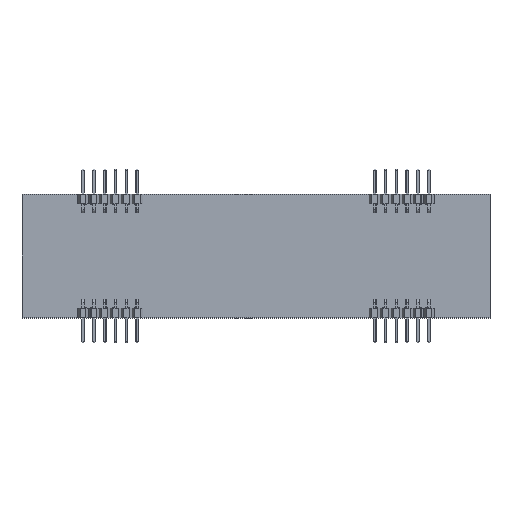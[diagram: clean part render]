
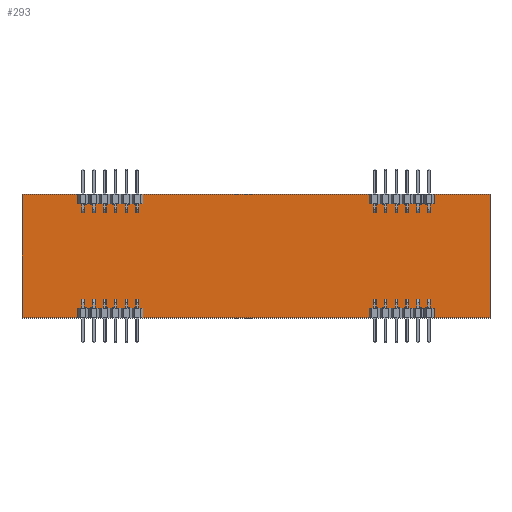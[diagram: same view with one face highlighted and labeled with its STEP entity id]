
A CAD part, top view. The second image highlights one B-rep face of the part: STEP entity #293.
In plain terms, the highlighted planar face has unit normal (0, 0, 1).
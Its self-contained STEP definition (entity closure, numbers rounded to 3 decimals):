
#100 = VERTEX_POINT('',#101);
#101 = CARTESIAN_POINT('',(109.48,14.5,0.411));
#107 = EDGE_CURVE('',#100,#108,#110,.T.);
#108 = VERTEX_POINT('',#109);
#109 = CARTESIAN_POINT('',(109.48,29.,0.411));
#110 = LINE('',#111,#112);
#111 = CARTESIAN_POINT('',(109.48,14.5,0.411));
#112 = VECTOR('',#113,1.);
#113 = DIRECTION('',(0.,1.,0.));
#138 = EDGE_CURVE('',#108,#139,#141,.T.);
#139 = VERTEX_POINT('',#140);
#140 = CARTESIAN_POINT('',(0.,29.,0.411));
#141 = LINE('',#142,#143);
#142 = CARTESIAN_POINT('',(109.48,29.,0.411));
#143 = VECTOR('',#144,1.);
#144 = DIRECTION('',(-1.,0.,0.));
#169 = EDGE_CURVE('',#139,#170,#172,.T.);
#170 = VERTEX_POINT('',#171);
#171 = CARTESIAN_POINT('',(0.,14.5,0.411));
#172 = LINE('',#173,#174);
#173 = CARTESIAN_POINT('',(0.,29.,0.411));
#174 = VECTOR('',#175,1.);
#175 = DIRECTION('',(0.,-1.,0.));
#200 = EDGE_CURVE('',#170,#201,#203,.T.);
#201 = VERTEX_POINT('',#202);
#202 = CARTESIAN_POINT('',(0.,0.,0.411));
#203 = LINE('',#204,#205);
#204 = CARTESIAN_POINT('',(0.,14.5,0.411));
#205 = VECTOR('',#206,1.);
#206 = DIRECTION('',(0.,-1.,0.));
#231 = EDGE_CURVE('',#201,#232,#234,.T.);
#232 = VERTEX_POINT('',#233);
#233 = CARTESIAN_POINT('',(109.48,0.,0.411));
#234 = LINE('',#235,#236);
#235 = CARTESIAN_POINT('',(0.,0.,0.411));
#236 = VECTOR('',#237,1.);
#237 = DIRECTION('',(1.,0.,0.));
#262 = EDGE_CURVE('',#232,#100,#263,.T.);
#263 = LINE('',#264,#265);
#264 = CARTESIAN_POINT('',(109.48,0.,0.411));
#265 = VECTOR('',#266,1.);
#266 = DIRECTION('',(0.,1.,0.));
#293 = ADVANCED_FACE('',(#294),#302,.T.);
#294 = FACE_BOUND('',#295,.T.);
#295 = EDGE_LOOP('',(#296,#297,#298,#299,#300,#301));
#296 = ORIENTED_EDGE('',*,*,#107,.T.);
#297 = ORIENTED_EDGE('',*,*,#138,.T.);
#298 = ORIENTED_EDGE('',*,*,#169,.T.);
#299 = ORIENTED_EDGE('',*,*,#200,.T.);
#300 = ORIENTED_EDGE('',*,*,#231,.T.);
#301 = ORIENTED_EDGE('',*,*,#262,.T.);
#302 = PLANE('',#303);
#303 = AXIS2_PLACEMENT_3D('',#304,#305,#306);
#304 = CARTESIAN_POINT('',(54.74,14.5,0.411));
#305 = DIRECTION('',(0.,0.,1.));
#306 = DIRECTION('',(1.,0.,-0.));
